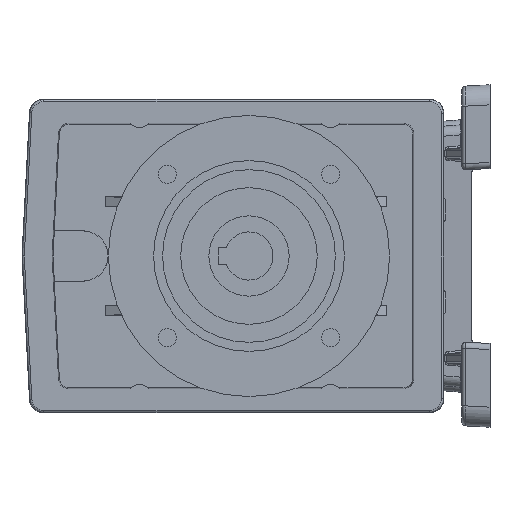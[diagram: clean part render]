
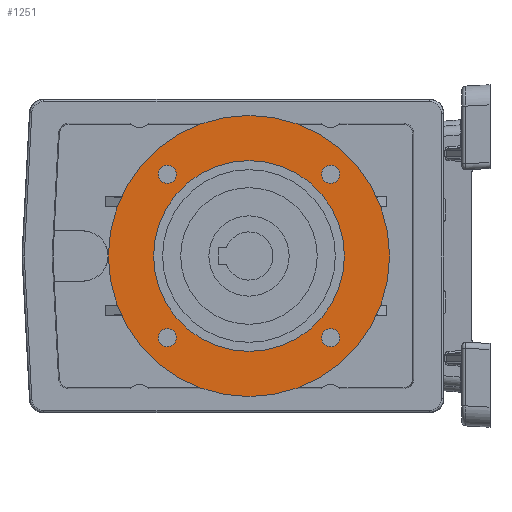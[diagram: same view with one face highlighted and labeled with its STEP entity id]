
A CAD part, left-side view. The second image highlights one B-rep face of the part: STEP entity #1251.
In plain terms, the highlighted planar face has unit normal (-1, 0, 0).
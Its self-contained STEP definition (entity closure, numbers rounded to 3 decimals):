
#1251 = ADVANCED_FACE( '', ( #2899, #2900, #2901, #2902, #2903, #2904 ), #2905, .F. );
#2899 = FACE_BOUND( '', #8169, .T. );
#2900 = FACE_BOUND( '', #8170, .T. );
#2901 = FACE_BOUND( '', #8171, .T. );
#2902 = FACE_BOUND( '', #8172, .T. );
#2903 = FACE_OUTER_BOUND( '', #8173, .T. );
#2904 = FACE_BOUND( '', #8174, .T. );
#2905 = PLANE( '', #8175 );
#8169 = EDGE_LOOP( '', ( #13938 ) );
#8170 = EDGE_LOOP( '', ( #13939 ) );
#8171 = EDGE_LOOP( '', ( #13940 ) );
#8172 = EDGE_LOOP( '', ( #13941 ) );
#8173 = EDGE_LOOP( '', ( #13942 ) );
#8174 = EDGE_LOOP( '', ( #13943 ) );
#8175 = AXIS2_PLACEMENT_3D( '', #13944, #13945, #13946 );
#13938 = ORIENTED_EDGE( '', *, *, #17823, .T. );
#13939 = ORIENTED_EDGE( '', *, *, #18752, .T. );
#13940 = ORIENTED_EDGE( '', *, *, #18998, .T. );
#13941 = ORIENTED_EDGE( '', *, *, #18999, .T. );
#13942 = ORIENTED_EDGE( '', *, *, #17708, .F. );
#13943 = ORIENTED_EDGE( '', *, *, #17644, .T. );
#13944 = CARTESIAN_POINT( '', ( -60.6, 5., 81.842 ) );
#13945 = DIRECTION( '', ( 1., 0., 0. ) );
#13946 = DIRECTION( '', ( 0., 1., 0. ) );
#17644 = EDGE_CURVE( '', #19943, #19943, #19944, .T. );
#17708 = EDGE_CURVE( '', #20059, #20059, #20060, .T. );
#17823 = EDGE_CURVE( '', #20258, #20258, #20259, .T. );
#18752 = EDGE_CURVE( '', #21800, #21800, #21801, .T. );
#18998 = EDGE_CURVE( '', #22142, #22142, #22143, .T. );
#18999 = EDGE_CURVE( '', #22144, #22144, #22145, .T. );
#19943 = VERTEX_POINT( '', #23302 );
#19944 = CIRCLE( '', #23303, 4.5 );
#20059 = VERTEX_POINT( '', #23593 );
#20060 = CIRCLE( '', #23594, 70. );
#20258 = VERTEX_POINT( '', #23963 );
#20259 = CIRCLE( '', #23964, 4.5 );
#21800 = VERTEX_POINT( '', #26920 );
#21801 = CIRCLE( '', #26921, 4.5 );
#22142 = VERTEX_POINT( '', #27595 );
#22143 = CIRCLE( '', #27596, 4.5 );
#22144 = VERTEX_POINT( '', #27597 );
#22145 = CIRCLE( '', #27598, 47.5 );
#23302 = CARTESIAN_POINT( '', ( -60.6, 45.659, 127. ) );
#23303 = AXIS2_PLACEMENT_3D( '', #30161, #30162, #30163 );
#23593 = CARTESIAN_POINT( '', ( -60.6, 5., 151.842 ) );
#23594 = AXIS2_PLACEMENT_3D( '', #30249, #30250, #30251 );
#23963 = CARTESIAN_POINT( '', ( -60.6, -40.159, 122.5 ) );
#23964 = AXIS2_PLACEMENT_3D( '', #30383, #30384, #30385 );
#26920 = CARTESIAN_POINT( '', ( -60.6, -35.659, 36.683 ) );
#26921 = AXIS2_PLACEMENT_3D( '', #31518, #31519, #31520 );
#27595 = CARTESIAN_POINT( '', ( -60.6, 50.159, 41.183 ) );
#27596 = AXIS2_PLACEMENT_3D( '', #31816, #31817, #31818 );
#27597 = CARTESIAN_POINT( '', ( -60.6, 5., 129.342 ) );
#27598 = AXIS2_PLACEMENT_3D( '', #31819, #31820, #31821 );
#30161 = CARTESIAN_POINT( '', ( -60.6, 45.659, 122.5 ) );
#30162 = DIRECTION( '', ( 1., 0., 0. ) );
#30163 = DIRECTION( '', ( 0., 0., 1. ) );
#30249 = CARTESIAN_POINT( '', ( -60.6, 5., 81.842 ) );
#30250 = DIRECTION( '', ( 1., 0., 0. ) );
#30251 = DIRECTION( '', ( 0., 0., 1. ) );
#30383 = CARTESIAN_POINT( '', ( -60.6, -35.659, 122.5 ) );
#30384 = DIRECTION( '', ( 1., 0., 0. ) );
#30385 = DIRECTION( '', ( 0., -1., 0. ) );
#31518 = CARTESIAN_POINT( '', ( -60.6, -35.659, 41.183 ) );
#31519 = DIRECTION( '', ( 1., 0., 0. ) );
#31520 = DIRECTION( '', ( 0., 0., -1. ) );
#31816 = CARTESIAN_POINT( '', ( -60.6, 45.659, 41.183 ) );
#31817 = DIRECTION( '', ( 1., 0., 0. ) );
#31818 = DIRECTION( '', ( 0., 1., 0. ) );
#31819 = CARTESIAN_POINT( '', ( -60.6, 5., 81.842 ) );
#31820 = DIRECTION( '', ( 1., 0., 0. ) );
#31821 = DIRECTION( '', ( 0., 0., 1. ) );
